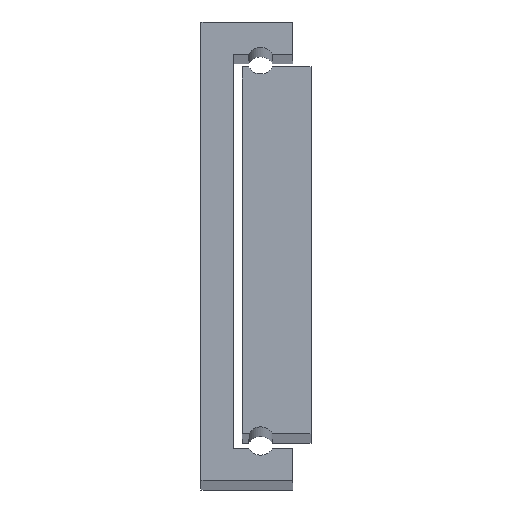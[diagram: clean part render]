
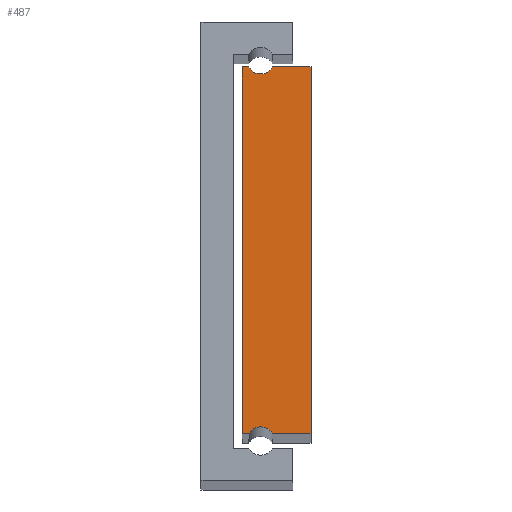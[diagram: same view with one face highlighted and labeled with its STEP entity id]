
A CAD part, top view. The second image highlights one B-rep face of the part: STEP entity #487.
In plain terms, the highlighted planar face has unit normal (0, 0, 1).
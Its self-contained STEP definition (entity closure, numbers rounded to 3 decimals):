
#10 = DIRECTION ( 'NONE',  ( 0., 0., -1. ) ) ;
#53 = DIRECTION ( 'NONE',  ( 0., -1., 0. ) ) ;
#65 = VERTEX_POINT ( 'NONE', #407 ) ;
#77 = VERTEX_POINT ( 'NONE', #1154 ) ;
#84 = AXIS2_PLACEMENT_3D ( 'NONE', #1425, #10, #2896 ) ;
#101 = ORIENTED_EDGE ( 'NONE', *, *, #1854, .T. ) ;
#182 = CIRCLE ( 'NONE', #84, 3. ) ;
#214 = ORIENTED_EDGE ( 'NONE', *, *, #3101, .T. ) ;
#242 = DIRECTION ( 'NONE',  ( -1., 0., 0. ) ) ;
#281 = VECTOR ( 'NONE', #560, 1000. ) ;
#285 = VERTEX_POINT ( 'NONE', #2056 ) ;
#299 = ORIENTED_EDGE ( 'NONE', *, *, #2986, .T. ) ;
#350 = ORIENTED_EDGE ( 'NONE', *, *, #528, .T. ) ;
#354 = EDGE_CURVE ( 'NONE', #654, #65, #835, .T. ) ;
#369 = AXIS2_PLACEMENT_3D ( 'NONE', #1366, #653, #2349 ) ;
#407 = CARTESIAN_POINT ( 'NONE',  ( -3.169, -1.076, 600. ) ) ;
#478 = VECTOR ( 'NONE', #1664, 1000. ) ;
#487 = ADVANCED_FACE ( 'NONE', ( #2080 ), #1640, .F. ) ;
#528 = EDGE_CURVE ( 'NONE', #2151, #2934, #182, .T. ) ;
#551 = LINE ( 'NONE', #2483, #2338 ) ;
#560 = DIRECTION ( 'NONE',  ( 1., 0., 0. ) ) ;
#578 = EDGE_CURVE ( 'NONE', #2918, #2151, #3092, .T. ) ;
#653 = DIRECTION ( 'NONE',  ( 0., 0., -1. ) ) ;
#654 = VERTEX_POINT ( 'NONE', #1726 ) ;
#686 = ORIENTED_EDGE ( 'NONE', *, *, #354, .T. ) ;
#722 = CARTESIAN_POINT ( 'NONE',  ( -3.169, 78.924, 600. ) ) ;
#731 = AXIS2_PLACEMENT_3D ( 'NONE', #896, #1400, #2609 ) ;
#797 = DIRECTION ( 'NONE',  ( 1., 0., 0. ) ) ;
#816 = CARTESIAN_POINT ( 'NONE',  ( -4.571, -1.076, 600. ) ) ;
#835 = LINE ( 'NONE', #816, #281 ) ;
#880 = VECTOR ( 'NONE', #53, 1000. ) ;
#896 = CARTESIAN_POINT ( 'NONE',  ( -0.571, -2.576, 600. ) ) ;
#1104 = EDGE_LOOP ( 'NONE', ( #214, #686, #101, #2747, #2096, #2058, #350, #299 ) ) ;
#1154 = CARTESIAN_POINT ( 'NONE',  ( 2.027, -1.076, 600. ) ) ;
#1366 = CARTESIAN_POINT ( 'NONE',  ( -0.571, -2.576, 600. ) ) ;
#1400 = DIRECTION ( 'NONE',  ( 0., 0., -1. ) ) ;
#1425 = CARTESIAN_POINT ( 'NONE',  ( -0.571, 80.424, 600. ) ) ;
#1585 = CARTESIAN_POINT ( 'NONE',  ( 10.429, 78.924, 600. ) ) ;
#1616 = CARTESIAN_POINT ( 'NONE',  ( -3.169, 78.924, 600. ) ) ;
#1640 = PLANE ( 'NONE',  #731 ) ;
#1664 = DIRECTION ( 'NONE',  ( -1., 0., 0. ) ) ;
#1726 = CARTESIAN_POINT ( 'NONE',  ( -4.571, -1.076, 600. ) ) ;
#1727 = CARTESIAN_POINT ( 'NONE',  ( 2.027, -1.076, 600. ) ) ;
#1729 = VECTOR ( 'NONE', #797, 1000. ) ;
#1854 = EDGE_CURVE ( 'NONE', #65, #77, #2629, .T. ) ;
#1887 = CARTESIAN_POINT ( 'NONE',  ( 10.429, 78.924, 600. ) ) ;
#1991 = EDGE_CURVE ( 'NONE', #77, #285, #2946, .T. ) ;
#2027 = DIRECTION ( 'NONE',  ( 0., 1., 0. ) ) ;
#2056 = CARTESIAN_POINT ( 'NONE',  ( 10.429, -1.076, 600. ) ) ;
#2058 = ORIENTED_EDGE ( 'NONE', *, *, #578, .T. ) ;
#2080 = FACE_OUTER_BOUND ( 'NONE', #1104, .T. ) ;
#2096 = ORIENTED_EDGE ( 'NONE', *, *, #2474, .T. ) ;
#2151 = VERTEX_POINT ( 'NONE', #2781 ) ;
#2182 = LINE ( 'NONE', #2922, #880 ) ;
#2248 = VECTOR ( 'NONE', #242, 1000. ) ;
#2338 = VECTOR ( 'NONE', #2027, 1000. ) ;
#2349 = DIRECTION ( 'NONE',  ( -1., 0., 0. ) ) ;
#2474 = EDGE_CURVE ( 'NONE', #285, #2918, #551, .T. ) ;
#2483 = CARTESIAN_POINT ( 'NONE',  ( 10.429, -1.076, 600. ) ) ;
#2609 = DIRECTION ( 'NONE',  ( -1., 0., 0. ) ) ;
#2629 = CIRCLE ( 'NONE', #369, 3. ) ;
#2747 = ORIENTED_EDGE ( 'NONE', *, *, #1991, .T. ) ;
#2781 = CARTESIAN_POINT ( 'NONE',  ( 2.027, 78.924, 600. ) ) ;
#2858 = LINE ( 'NONE', #722, #2248 ) ;
#2896 = DIRECTION ( 'NONE',  ( 1., 0., 0. ) ) ;
#2918 = VERTEX_POINT ( 'NONE', #1585 ) ;
#2922 = CARTESIAN_POINT ( 'NONE',  ( -4.571, 78.924, 600. ) ) ;
#2934 = VERTEX_POINT ( 'NONE', #1616 ) ;
#2946 = LINE ( 'NONE', #1727, #1729 ) ;
#2986 = EDGE_CURVE ( 'NONE', #2934, #2988, #2858, .T. ) ;
#2988 = VERTEX_POINT ( 'NONE', #3121 ) ;
#3092 = LINE ( 'NONE', #1887, #478 ) ;
#3101 = EDGE_CURVE ( 'NONE', #2988, #654, #2182, .T. ) ;
#3121 = CARTESIAN_POINT ( 'NONE',  ( -4.571, 78.924, 600. ) ) ;
